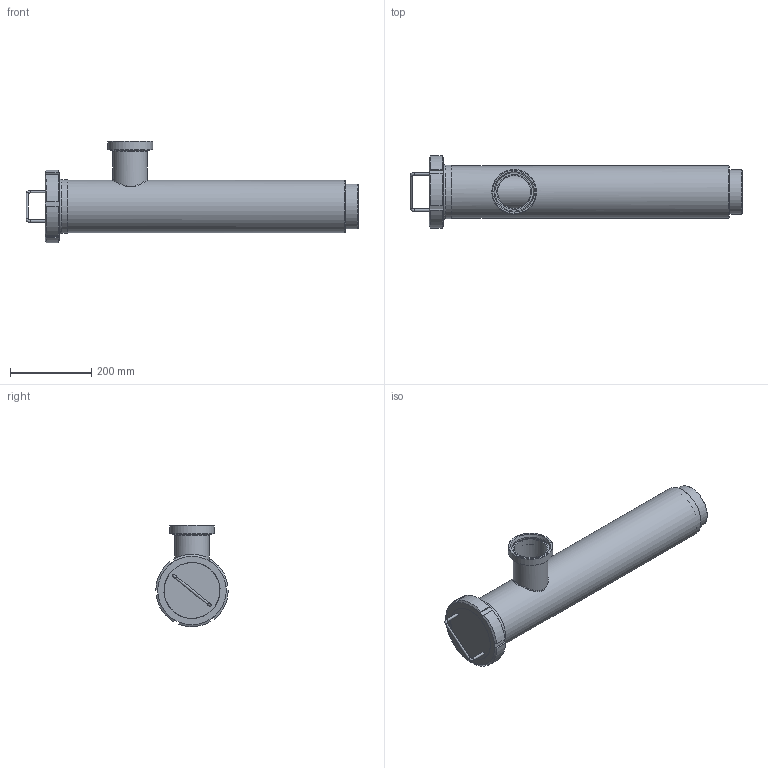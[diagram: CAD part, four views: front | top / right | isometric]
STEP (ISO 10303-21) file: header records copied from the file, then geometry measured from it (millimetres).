
FILE_DESCRIPTION((''),'2;1');
FILE_NAME('60100080X300.stp','2010-10-29T10:37:18',('Creator'),(''),'Autodesk Inventor 2010','Autodesk Inventor 2010','');
FILE_SCHEMA(('AUTOMOTIVE_DESIGN { 1 0 10303 214 1 1 1 1 }'));
Length unit declared in the file: millimetre
Products named in the file (1): 60100080X300
Bounding box: 816 x 178 x 248.79 mm (x, y, z)
Volume: 1675114.1 mm3; surface area: 1138139.5 mm2
Topology: 1 solids, 2 shells, 109 faces, 229 edges, 143 vertices
Faces by surface type: plane 41, cylinder 33, cone 28, bspline 5, torus 2
Full cylindrical faces by diameter (mm): 6 x3, 74 x1, 81 x2, 82 x1, 84 x1, 85 x3, 90.5 x1, 94.8 x2, 96 x2, 97 x1, 110 x2, 125 x1, 129 x1, 130 x1, 132 x1, 137 x1, 138 x1, 141.8 x1, 160.4 x1
Entity records: 4835 total; most frequent: CARTESIAN_POINT 2796, DIRECTION 424, ORIENTED_EDGE 342, AXIS2_PLACEMENT_3D 200, EDGE_LOOP 182, EDGE_CURVE 171, VERTEX_POINT 133, FACE_OUTER_BOUND 109
